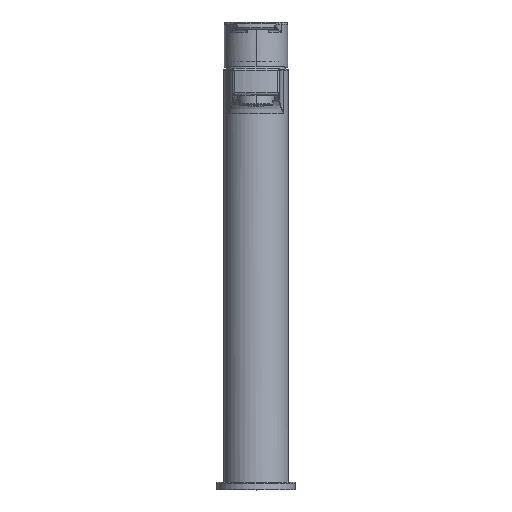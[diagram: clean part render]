
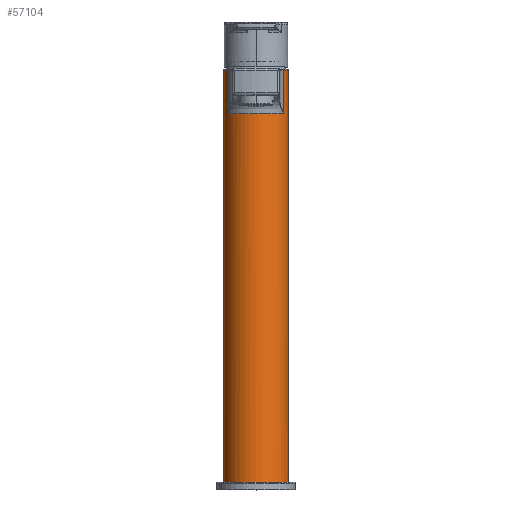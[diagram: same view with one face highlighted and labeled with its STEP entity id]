
A CAD part, top view. The second image highlights one B-rep face of the part: STEP entity #57104.
In plain terms, the highlighted cylindrical face has radius 21.6 mm (diameter 43.2 mm), a partial arc.
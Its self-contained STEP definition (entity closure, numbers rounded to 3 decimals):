
#4354=CARTESIAN_POINT('',(18.433,245.5,11.26));
#4375=CARTESIAN_POINT('',(18.433,245.5,11.26));
#4376=CARTESIAN_POINT('',(18.313,245.5,11.456));
#4377=CARTESIAN_POINT('',(18.067,245.5,11.845));
#4378=CARTESIAN_POINT('',(17.679,245.5,12.416));
#4379=CARTESIAN_POINT('',(17.274,245.5,12.975));
#4380=CARTESIAN_POINT('',(16.85,245.5,13.52));
#4381=CARTESIAN_POINT('',(16.41,245.5,14.051));
#4382=CARTESIAN_POINT('',(15.953,245.5,14.568));
#4383=CARTESIAN_POINT('',(15.479,245.5,15.07));
#4384=CARTESIAN_POINT('',(14.99,245.5,15.557));
#4385=CARTESIAN_POINT('',(14.485,245.5,16.028));
#4386=CARTESIAN_POINT('',(13.966,245.5,16.483));
#4387=CARTESIAN_POINT('',(13.432,245.5,16.92));
#4388=CARTESIAN_POINT('',(12.885,245.5,17.341));
#4389=CARTESIAN_POINT('',(12.324,245.5,17.744));
#4390=CARTESIAN_POINT('',(11.751,245.5,18.128));
#4391=CARTESIAN_POINT('',(11.166,245.5,18.494));
#4392=CARTESIAN_POINT('',(10.569,245.5,18.842));
#4393=CARTESIAN_POINT('',(9.962,245.5,19.17));
#4394=CARTESIAN_POINT('',(9.345,245.5,19.478));
#4395=CARTESIAN_POINT('',(8.718,245.5,19.767));
#4396=CARTESIAN_POINT('',(8.082,245.5,20.035));
#4397=CARTESIAN_POINT('',(7.438,245.5,20.283));
#4398=CARTESIAN_POINT('',(6.786,245.5,20.51));
#4399=CARTESIAN_POINT('',(6.127,245.5,20.717));
#4400=CARTESIAN_POINT('',(5.462,245.5,20.902));
#4401=CARTESIAN_POINT('',(4.792,245.5,21.066));
#4402=CARTESIAN_POINT('',(4.116,245.5,21.208));
#4403=CARTESIAN_POINT('',(3.437,245.5,21.329));
#4404=CARTESIAN_POINT('',(2.754,245.5,21.427));
#4405=CARTESIAN_POINT('',(2.068,245.5,21.505));
#4406=CARTESIAN_POINT('',(1.38,245.5,21.56));
#4407=CARTESIAN_POINT('',(0.69,245.5,21.593));
#4408=CARTESIAN_POINT('',(0.,245.5,21.604));
#4409=CARTESIAN_POINT('',(-0.69,245.5,21.593));
#4410=CARTESIAN_POINT('',(-1.38,245.5,21.56));
#4411=CARTESIAN_POINT('',(-2.068,245.5,21.505));
#4412=CARTESIAN_POINT('',(-2.753,245.5,21.427));
#4413=CARTESIAN_POINT('',(-3.437,245.5,21.329));
#4414=CARTESIAN_POINT('',(-4.116,245.5,21.208));
#4415=CARTESIAN_POINT('',(-4.792,245.5,21.066));
#4416=CARTESIAN_POINT('',(-5.462,245.5,20.902));
#4417=CARTESIAN_POINT('',(-6.127,245.5,20.717));
#4418=CARTESIAN_POINT('',(-6.786,245.5,20.51));
#4419=CARTESIAN_POINT('',(-7.437,245.5,20.283));
#4420=CARTESIAN_POINT('',(-8.082,245.5,20.035));
#4421=CARTESIAN_POINT('',(-8.717,245.5,19.767));
#4422=CARTESIAN_POINT('',(-9.344,245.5,19.478));
#4423=CARTESIAN_POINT('',(-9.962,245.5,19.17));
#4424=CARTESIAN_POINT('',(-10.569,245.5,18.842));
#4425=CARTESIAN_POINT('',(-11.166,245.5,18.494));
#4426=CARTESIAN_POINT('',(-11.751,245.5,18.128));
#4427=CARTESIAN_POINT('',(-12.324,245.5,17.744));
#4428=CARTESIAN_POINT('',(-12.885,245.5,17.341));
#4429=CARTESIAN_POINT('',(-13.432,245.5,16.92));
#4430=CARTESIAN_POINT('',(-13.966,245.5,16.483));
#4431=CARTESIAN_POINT('',(-14.485,245.5,16.028));
#4432=CARTESIAN_POINT('',(-14.99,245.5,15.557));
#4433=CARTESIAN_POINT('',(-15.479,245.5,15.071));
#4434=CARTESIAN_POINT('',(-15.952,245.5,14.568));
#4435=CARTESIAN_POINT('',(-16.41,245.5,14.051));
#4436=CARTESIAN_POINT('',(-16.85,245.5,13.52));
#4437=CARTESIAN_POINT('',(-17.274,245.5,12.975));
#4438=CARTESIAN_POINT('',(-17.679,245.5,12.416));
#4439=CARTESIAN_POINT('',(-18.067,245.5,11.845));
#4440=CARTESIAN_POINT('',(-18.313,245.5,11.457));
#4441=CARTESIAN_POINT('',(-18.433,245.5,11.26));
#4468=CARTESIAN_POINT('',(-18.433,245.5,11.26));
#4470=DIRECTION('',(0.,1.,0.));
#4471=VECTOR('',#4470,29.);
#4472=CARTESIAN_POINT('',(-18.433,245.5,11.26));
#4473=LINE('',#4472,#4471);
#4479=CARTESIAN_POINT('',(0.,1.,0.));
#4480=DIRECTION('',(0.,1.,0.));
#4481=DIRECTION('',(-1.,0.,0.));
#4482=AXIS2_PLACEMENT_3D('',#4479,#4480,#4481);
#4484=DIRECTION('',(0.,1.,0.));
#4485=VECTOR('',#4484,273.5);
#4486=CARTESIAN_POINT('',(-21.6,1.,0.));
#4487=LINE('',#4486,#4485);
#4488=CARTESIAN_POINT('',(0.,274.5,0.));
#4489=DIRECTION('',(0.,1.,0.));
#4490=DIRECTION('',(-1.,0.,0.));
#4491=AXIS2_PLACEMENT_3D('',#4488,#4489,#4490);
#4493=CARTESIAN_POINT('',(0.,274.5,0.));
#4494=DIRECTION('',(0.,1.,0.));
#4495=DIRECTION('',(0.853,0.,0.521));
#4496=AXIS2_PLACEMENT_3D('',#4493,#4494,#4495);
#32533=DIRECTION('',(0.,-1.,0.));
#32534=VECTOR('',#32533,29.);
#32535=CARTESIAN_POINT('',(18.433,274.5,11.26));
#32536=LINE('',#32535,#32534);
#32557=DIRECTION('',(0.,1.,0.));
#32558=VECTOR('',#32557,273.5);
#32559=CARTESIAN_POINT('',(21.6,1.,0.));
#32560=LINE('',#32559,#32558);
#43558=VERTEX_POINT('',#4468);
#43566=VERTEX_POINT('',#4354);
#43588=CARTESIAN_POINT('',(18.433,274.5,11.26));
#43589=VERTEX_POINT('',#43588);
#43598=CARTESIAN_POINT('',(-18.433,274.5,11.26));
#43599=VERTEX_POINT('',#43598);
#43647=CARTESIAN_POINT('',(-21.6,274.5,0.));
#43648=VERTEX_POINT('',#43647);
#43649=CARTESIAN_POINT('',(21.6,274.5,0.));
#43650=VERTEX_POINT('',#43649);
#53467=CARTESIAN_POINT('',(21.6,1.,0.));
#53468=CARTESIAN_POINT('',(-21.6,1.,0.));
#53469=VERTEX_POINT('',#53467);
#53470=VERTEX_POINT('',#53468);
#57083=CARTESIAN_POINT('',(0.,0.,0.));
#57084=DIRECTION('',(0.,1.,0.));
#57085=DIRECTION('',(1.,0.,0.));
#57086=AXIS2_PLACEMENT_3D('',#57083,#57084,#57085);
#57087=CYLINDRICAL_SURFACE('',#57086,21.6);
#57089=ORIENTED_EDGE('',*,*,#57088,.F.);
#57091=ORIENTED_EDGE('',*,*,#57090,.T.);
#57093=ORIENTED_EDGE('',*,*,#57092,.T.);
#57094=ORIENTED_EDGE('',*,*,#57067,.F.);
#57095=ORIENTED_EDGE('',*,*,#56970,.F.);
#57097=ORIENTED_EDGE('',*,*,#57096,.F.);
#57099=ORIENTED_EDGE('',*,*,#57098,.T.);
#57101=ORIENTED_EDGE('',*,*,#57100,.F.);
#57102=EDGE_LOOP('',(#57089,#57091,#57093,#57094,#57095,#57097,#57099,#57101));
#57103=FACE_OUTER_BOUND('',#57102,.F.);
#57104=ADVANCED_FACE('',(#57103),#57087,.T.);
#4442=B_SPLINE_CURVE_WITH_KNOTS('',3,(#4375,#4376,#4377,#4378,#4379,#4380,#4381,
#4382,#4383,#4384,#4385,#4386,#4387,#4388,#4389,#4390,#4391,#4392,#4393,#4394,
#4395,#4396,#4397,#4398,#4399,#4400,#4401,#4402,#4403,#4404,#4405,#4406,#4407,
#4408,#4409,#4410,#4411,#4412,#4413,#4414,#4415,#4416,#4417,#4418,#4419,#4420,
#4421,#4422,#4423,#4424,#4425,#4426,#4427,#4428,#4429,#4430,#4431,#4432,#4433,
#4434,#4435,#4436,#4437,#4438,#4439,#4440,#4441),.UNSPECIFIED.,.F.,.F.,(4,1,1,1,
1,1,1,1,1,1,1,1,1,1,1,1,1,1,1,1,1,1,1,1,1,1,1,1,1,1,1,1,1,1,1,1,1,1,1,1,1,1,1,1,
1,1,1,1,1,1,1,1,1,1,1,1,1,1,1,1,1,1,1,1,4),(0.,0.016,0.031,0.047,
0.063,0.078,0.094,0.109,0.125,0.141,0.156,0.172,
0.188,0.203,0.219,0.234,0.25,0.266,0.281,0.297,
0.313,0.328,0.344,0.359,0.375,0.391,0.406,
0.422,0.438,0.453,0.469,0.484,0.5,0.516,0.531,
0.547,0.563,0.578,0.594,0.609,0.625,0.641,
0.656,0.672,0.688,0.703,0.719,0.734,0.75,0.766,
0.781,0.797,0.813,0.828,0.844,0.859,0.875,
0.891,0.906,0.922,0.938,0.953,0.969,0.984,1.),
.UNSPECIFIED.);
#4483=CIRCLE('',#4482,21.6);
#4492=CIRCLE('',#4491,21.6);
#4497=CIRCLE('',#4496,21.6);
#56970=EDGE_CURVE('',#43566,#43558,#4442,.T.);
#57067=EDGE_CURVE('',#43558,#43599,#4473,.T.);
#57088=EDGE_CURVE('',#53470,#53469,#4483,.T.);
#57090=EDGE_CURVE('',#53470,#43648,#4487,.T.);
#57092=EDGE_CURVE('',#43648,#43599,#4492,.T.);
#57096=EDGE_CURVE('',#43589,#43566,#32536,.T.);
#57098=EDGE_CURVE('',#43589,#43650,#4497,.T.);
#57100=EDGE_CURVE('',#53469,#43650,#32560,.T.);
